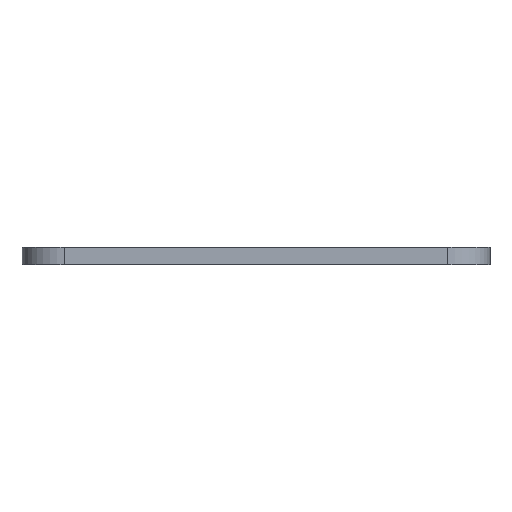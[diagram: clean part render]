
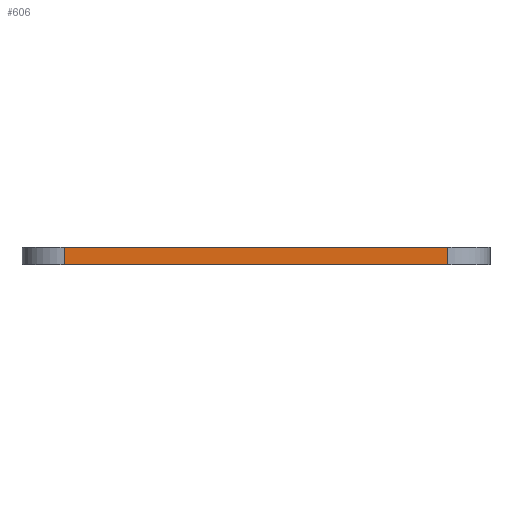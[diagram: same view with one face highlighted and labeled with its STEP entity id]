
A CAD part, left-side view. The second image highlights one B-rep face of the part: STEP entity #606.
In plain terms, the highlighted planar face has unit normal (-1, 0, 0).
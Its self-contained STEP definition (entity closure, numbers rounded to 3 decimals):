
#22 = LINE ( 'NONE', #447, #664 ) ;
#27 = AXIS2_PLACEMENT_3D ( 'NONE', #40, #393, #284 ) ;
#40 = CARTESIAN_POINT ( 'NONE',  ( -11.1, -9.1, 0.81 ) ) ;
#104 = VECTOR ( 'NONE', #772, 1000. ) ;
#125 = CARTESIAN_POINT ( 'NONE',  ( -11.1, -9.1, 0.81 ) ) ;
#140 = CARTESIAN_POINT ( 'NONE',  ( -11.1, -9.1, 0.81 ) ) ;
#154 = LINE ( 'NONE', #140, #233 ) ;
#167 = VERTEX_POINT ( 'NONE', #344 ) ;
#207 = ORIENTED_EDGE ( 'NONE', *, *, #629, .T. ) ;
#220 = LINE ( 'NONE', #454, #462 ) ;
#233 = VECTOR ( 'NONE', #623, 1000. ) ;
#284 = DIRECTION ( 'NONE',  ( 0., 0., -1. ) ) ;
#303 = CARTESIAN_POINT ( 'NONE',  ( -11.1, -9.1, 0.81 ) ) ;
#322 = VERTEX_POINT ( 'NONE', #303 ) ;
#344 = CARTESIAN_POINT ( 'NONE',  ( -11.1, 9.1, 0.81 ) ) ;
#348 = ORIENTED_EDGE ( 'NONE', *, *, #435, .F. ) ;
#367 = CARTESIAN_POINT ( 'NONE',  ( -11.1, -9.1, 0. ) ) ;
#370 = EDGE_CURVE ( 'NONE', #322, #415, #417, .T. ) ;
#375 = DIRECTION ( 'NONE',  ( 0., -1., 0. ) ) ;
#393 = DIRECTION ( 'NONE',  ( 1., 0., 0. ) ) ;
#415 = VERTEX_POINT ( 'NONE', #367 ) ;
#417 = LINE ( 'NONE', #125, #104 ) ;
#435 = EDGE_CURVE ( 'NONE', #167, #322, #154, .T. ) ;
#447 = CARTESIAN_POINT ( 'NONE',  ( -11.1, -9.1, 0. ) ) ;
#454 = CARTESIAN_POINT ( 'NONE',  ( -11.1, 9.1, 0.81 ) ) ;
#462 = VECTOR ( 'NONE', #753, 1000. ) ;
#466 = EDGE_CURVE ( 'NONE', #498, #415, #22, .T. ) ;
#498 = VERTEX_POINT ( 'NONE', #499 ) ;
#499 = CARTESIAN_POINT ( 'NONE',  ( -11.1, 9.1, 0. ) ) ;
#507 = FACE_OUTER_BOUND ( 'NONE', #610, .T. ) ;
#540 = ORIENTED_EDGE ( 'NONE', *, *, #370, .F. ) ;
#580 = PLANE ( 'NONE',  #27 ) ;
#606 = ADVANCED_FACE ( 'NONE', ( #507 ), #580, .F. ) ;
#610 = EDGE_LOOP ( 'NONE', ( #611, #540, #348, #207 ) ) ;
#611 = ORIENTED_EDGE ( 'NONE', *, *, #466, .T. ) ;
#623 = DIRECTION ( 'NONE',  ( 0., -1., 0. ) ) ;
#629 = EDGE_CURVE ( 'NONE', #167, #498, #220, .T. ) ;
#664 = VECTOR ( 'NONE', #375, 1000. ) ;
#753 = DIRECTION ( 'NONE',  ( 0., 0., -1. ) ) ;
#772 = DIRECTION ( 'NONE',  ( 0., 0., -1. ) ) ;
